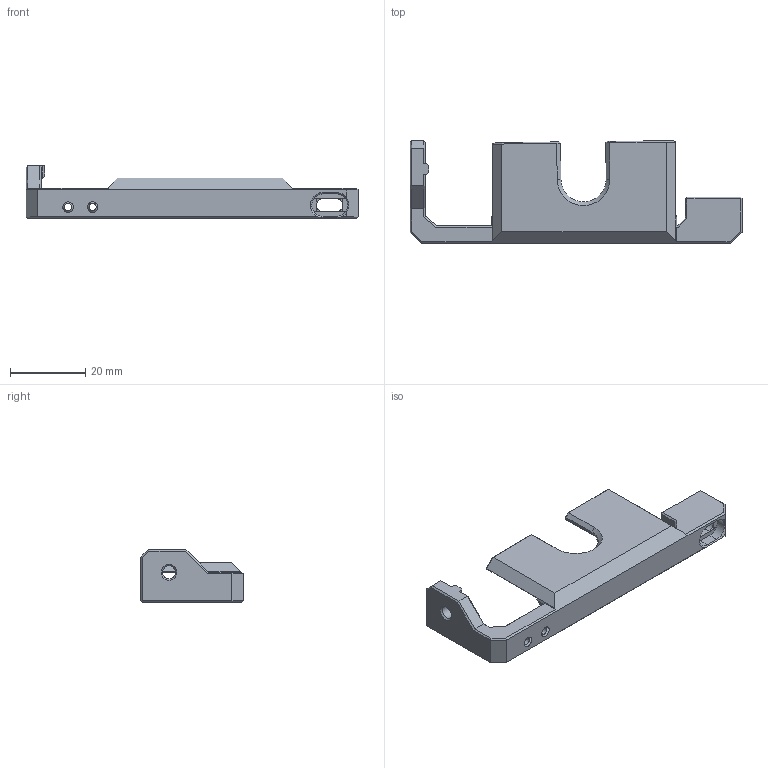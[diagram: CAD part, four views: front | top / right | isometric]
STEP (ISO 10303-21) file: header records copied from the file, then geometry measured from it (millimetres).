
FILE_DESCRIPTION(/* description */ (''),/* implementation_level */ '2;1');
FILE_NAME(/* name */ '[a]_Z_Cover.step',/* time_stamp */ '2023-03-11T16:57:35Z',/* author */ (''),/* organization */ (''),/* preprocessor_version */ 'ST-DEVELOPER v19.2',/* originating_system */ 'Autodesk Translation Framework v11.17.0.187',/* authorisation */ '');
FILE_SCHEMA (('AUTOMOTIVE_DESIGN { 1 0 10303 214 3 1 1 }'));
Length unit declared in the file: millimetre
Products named in the file (2): Z Cover; Z_Cover
Assembly tree (1 placements, depth 2):
  Z Cover
    Z_Cover
Bounding box: 88 x 27.2 x 14 mm (x, y, z)
Volume: 7675 mm3; surface area: 5480.4 mm2
Topology: 1 solids, 1 shells, 145 faces, 382 edges, 238 vertices
Faces by surface type: plane 123, cone 11, cylinder 8, bspline 3
Full cylindrical faces by diameter (mm): 1.9 x2, 3.4 x1
Entity records: 4534 total; most frequent: CARTESIAN_POINT 901, ORIENTED_EDGE 764, DIRECTION 704, EDGE_CURVE 382, LINE 326, VECTOR 326, VERTEX_POINT 238, AXIS2_PLACEMENT_3D 189
